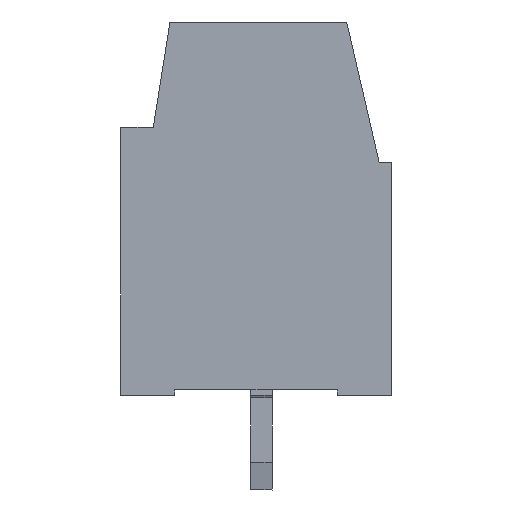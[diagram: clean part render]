
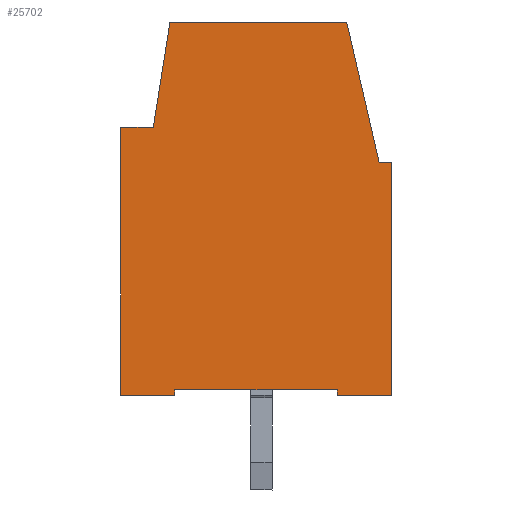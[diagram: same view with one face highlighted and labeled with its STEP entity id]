
A CAD part, left-side view. The second image highlights one B-rep face of the part: STEP entity #25702.
In plain terms, the highlighted planar face has unit normal (-1, 0, 0).
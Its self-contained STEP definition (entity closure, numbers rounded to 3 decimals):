
#25610=AXIS2_PLACEMENT_3D('Plane Axis2P3D',#25607,#25608,#25609) ;
#25218=CARTESIAN_POINT('Vertex',(0.,0.,12.101)) ;
#25221=CARTESIAN_POINT('Line Origine',(0.,0.,7.8)) ;
#25225=CARTESIAN_POINT('Vertex',(0.,0.,3.5)) ;
#25591=CARTESIAN_POINT('Vertex',(0.,0.445,12.1)) ;
#25594=CARTESIAN_POINT('Line Origine',(0.,0.223,12.1)) ;
#25607=CARTESIAN_POINT('Axis2P3D Location',(0.,3.449,14.)) ;
#25612=CARTESIAN_POINT('Line Origine',(0.,1.027,14.623)) ;
#25616=CARTESIAN_POINT('Vertex',(0.,1.609,17.145)) ;
#25619=CARTESIAN_POINT('Line Origine',(0.,1.627,17.223)) ;
#25623=CARTESIAN_POINT('Vertex',(0.,1.645,17.3)) ;
#25626=CARTESIAN_POINT('Line Origine',(0.,4.913,17.3)) ;
#25630=CARTESIAN_POINT('Vertex',(0.,8.181,17.301)) ;
#25633=CARTESIAN_POINT('Line Origine',(0.,8.49,15.351)) ;
#25637=CARTESIAN_POINT('Vertex',(0.,8.799,13.401)) ;
#25640=CARTESIAN_POINT('Line Origine',(0.,9.399,13.401)) ;
#25644=CARTESIAN_POINT('Vertex',(0.,9.999,13.401)) ;
#25647=CARTESIAN_POINT('Line Origine',(0.,10.,8.451)) ;
#25651=CARTESIAN_POINT('Vertex',(0.,10.,3.501)) ;
#25654=CARTESIAN_POINT('Line Origine',(0.,9.,3.501)) ;
#25658=CARTESIAN_POINT('Vertex',(0.,8.,3.501)) ;
#25661=CARTESIAN_POINT('Line Origine',(0.,8.,3.601)) ;
#25665=CARTESIAN_POINT('Vertex',(0.,8.,3.701)) ;
#25668=CARTESIAN_POINT('Line Origine',(0.,5.,3.7)) ;
#25672=CARTESIAN_POINT('Vertex',(0.,2.,3.7)) ;
#25675=CARTESIAN_POINT('Line Origine',(0.,2.,3.6)) ;
#25679=CARTESIAN_POINT('Vertex',(0.,2.,3.5)) ;
#25682=CARTESIAN_POINT('Line Origine',(0.,1.,3.5)) ;
#25222=DIRECTION('Vector Direction',(0.,0.,1.)) ;
#25595=DIRECTION('Vector Direction',(0.,-1.,0.001)) ;
#25608=DIRECTION('Axis2P3D Direction',(1.,0.,0.)) ;
#25609=DIRECTION('Axis2P3D XDirection',(0.,1.,0.)) ;
#25613=DIRECTION('Vector Direction',(0.,0.225,0.974)) ;
#25620=DIRECTION('Vector Direction',(0.,0.225,0.974)) ;
#25627=DIRECTION('Vector Direction',(0.,-1.,0.)) ;
#25634=DIRECTION('Vector Direction',(0.,0.157,-0.988)) ;
#25641=DIRECTION('Vector Direction',(0.,-1.,0.)) ;
#25648=DIRECTION('Vector Direction',(0.,0.,-1.)) ;
#25655=DIRECTION('Vector Direction',(0.,-1.,0.)) ;
#25662=DIRECTION('Vector Direction',(0.,0.,1.)) ;
#25669=DIRECTION('Vector Direction',(0.,-1.,0.)) ;
#25676=DIRECTION('Vector Direction',(0.,0.,-1.)) ;
#25683=DIRECTION('Vector Direction',(0.,-1.,0.)) ;
#25223=VECTOR('Line Direction',#25222,1.) ;
#25596=VECTOR('Line Direction',#25595,1.) ;
#25614=VECTOR('Line Direction',#25613,1.) ;
#25621=VECTOR('Line Direction',#25620,1.) ;
#25628=VECTOR('Line Direction',#25627,1.) ;
#25635=VECTOR('Line Direction',#25634,1.) ;
#25642=VECTOR('Line Direction',#25641,1.) ;
#25649=VECTOR('Line Direction',#25648,1.) ;
#25656=VECTOR('Line Direction',#25655,1.) ;
#25663=VECTOR('Line Direction',#25662,1.) ;
#25670=VECTOR('Line Direction',#25669,1.) ;
#25677=VECTOR('Line Direction',#25676,1.) ;
#25684=VECTOR('Line Direction',#25683,1.) ;
#25688=ORIENTED_EDGE('',*,*,#25227,.T.) ;
#25689=ORIENTED_EDGE('',*,*,#25598,.F.) ;
#25690=ORIENTED_EDGE('',*,*,#25618,.T.) ;
#25691=ORIENTED_EDGE('',*,*,#25625,.T.) ;
#25692=ORIENTED_EDGE('',*,*,#25632,.F.) ;
#25693=ORIENTED_EDGE('',*,*,#25639,.T.) ;
#25694=ORIENTED_EDGE('',*,*,#25646,.F.) ;
#25695=ORIENTED_EDGE('',*,*,#25653,.T.) ;
#25696=ORIENTED_EDGE('',*,*,#25660,.T.) ;
#25697=ORIENTED_EDGE('',*,*,#25667,.T.) ;
#25698=ORIENTED_EDGE('',*,*,#25674,.T.) ;
#25699=ORIENTED_EDGE('',*,*,#25681,.T.) ;
#25700=ORIENTED_EDGE('',*,*,#25686,.T.) ;
#25702=ADVANCED_FACE('COVER',(#25701),#25611,.F.) ;
#25227=EDGE_CURVE('',#25226,#25219,#25224,.T.) ;
#25598=EDGE_CURVE('',#25592,#25219,#25597,.T.) ;
#25618=EDGE_CURVE('',#25592,#25617,#25615,.T.) ;
#25625=EDGE_CURVE('',#25617,#25624,#25622,.T.) ;
#25632=EDGE_CURVE('',#25631,#25624,#25629,.T.) ;
#25639=EDGE_CURVE('',#25631,#25638,#25636,.T.) ;
#25646=EDGE_CURVE('',#25645,#25638,#25643,.T.) ;
#25653=EDGE_CURVE('',#25645,#25652,#25650,.T.) ;
#25660=EDGE_CURVE('',#25652,#25659,#25657,.T.) ;
#25667=EDGE_CURVE('',#25659,#25666,#25664,.T.) ;
#25674=EDGE_CURVE('',#25666,#25673,#25671,.T.) ;
#25681=EDGE_CURVE('',#25673,#25680,#25678,.T.) ;
#25686=EDGE_CURVE('',#25680,#25226,#25685,.T.) ;
#25687=EDGE_LOOP('',(#25688,#25689,#25690,#25691,#25692,#25693,#25694,#25695,#25696,#25697,#25698,#25699,#25700)) ;
#25701=FACE_OUTER_BOUND('',#25687,.T.) ;
#25224=LINE('Line',#25221,#25223) ;
#25597=LINE('Line',#25594,#25596) ;
#25615=LINE('Line',#25612,#25614) ;
#25622=LINE('Line',#25619,#25621) ;
#25629=LINE('Line',#25626,#25628) ;
#25636=LINE('Line',#25633,#25635) ;
#25643=LINE('Line',#25640,#25642) ;
#25650=LINE('Line',#25647,#25649) ;
#25657=LINE('Line',#25654,#25656) ;
#25664=LINE('Line',#25661,#25663) ;
#25671=LINE('Line',#25668,#25670) ;
#25678=LINE('Line',#25675,#25677) ;
#25685=LINE('Line',#25682,#25684) ;
#25611=PLANE('',#25610) ;
#25219=VERTEX_POINT('',#25218) ;
#25226=VERTEX_POINT('',#25225) ;
#25592=VERTEX_POINT('',#25591) ;
#25617=VERTEX_POINT('',#25616) ;
#25624=VERTEX_POINT('',#25623) ;
#25631=VERTEX_POINT('',#25630) ;
#25638=VERTEX_POINT('',#25637) ;
#25645=VERTEX_POINT('',#25644) ;
#25652=VERTEX_POINT('',#25651) ;
#25659=VERTEX_POINT('',#25658) ;
#25666=VERTEX_POINT('',#25665) ;
#25673=VERTEX_POINT('',#25672) ;
#25680=VERTEX_POINT('',#25679) ;
